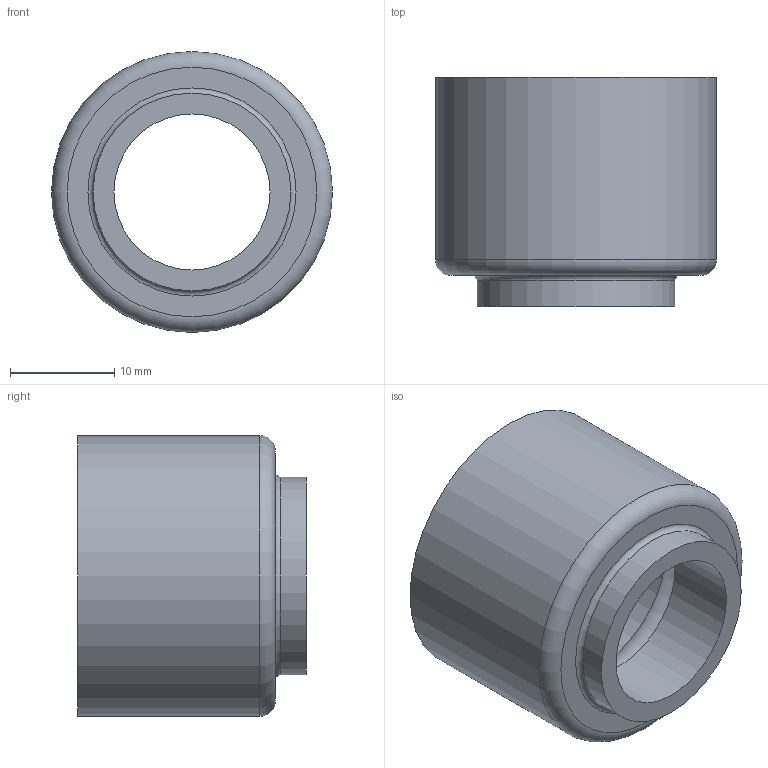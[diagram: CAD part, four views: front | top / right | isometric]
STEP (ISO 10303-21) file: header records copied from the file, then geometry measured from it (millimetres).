
FILE_DESCRIPTION(/* description */ ('Muffe G3 DN 15/ G1/2'),/* implementation_level */ '2;1');
FILE_NAME(/* name */ 'Anschweißmuffe G3 1-2 ZOLL.stp',/* time_stamp */ '2019-05-14T11:02:34+02:00',/* author */ ('neum'),/* organization */ (''),/* preprocessor_version */ 'ST-DEVELOPER v17',/* originating_system */ 'Autodesk Inventor 2018',/* authorisation */ '');
FILE_SCHEMA (('AUTOMOTIVE_DESIGN { 1 0 10303 214 3 1 1 }'));
Length unit declared in the file: millimetre
Products named in the file (1): 1012500001210
Bounding box: 27 x 22 x 27 mm (x, y, z)
Volume: 6145.1 mm3; surface area: 3850.4 mm2
Topology: 1 solids, 1 shells, 11 faces, 32 edges, 25 vertices
Faces by surface type: plane 4, cylinder 4, torus 3
Full cylindrical faces by diameter (mm): 15 x1, 18.631 x1, 19 x1, 27 x1
Entity records: 456 total; most frequent: DIRECTION 84, CARTESIAN_POINT 69, ORIENTED_EDGE 64, AXIS2_PLACEMENT_3D 40, EDGE_CURVE 32, CIRCLE 28, VERTEX_POINT 25, EDGE_LOOP 15
